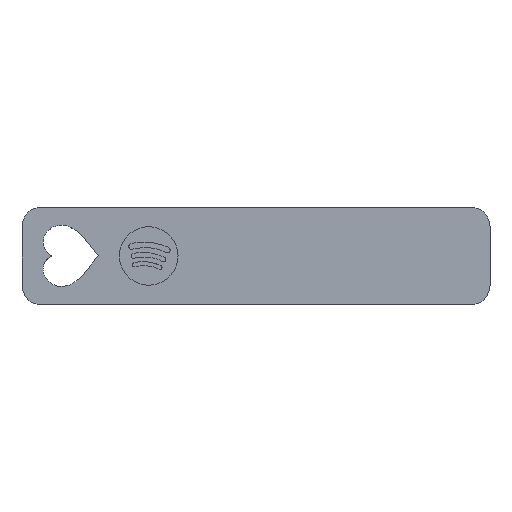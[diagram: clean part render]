
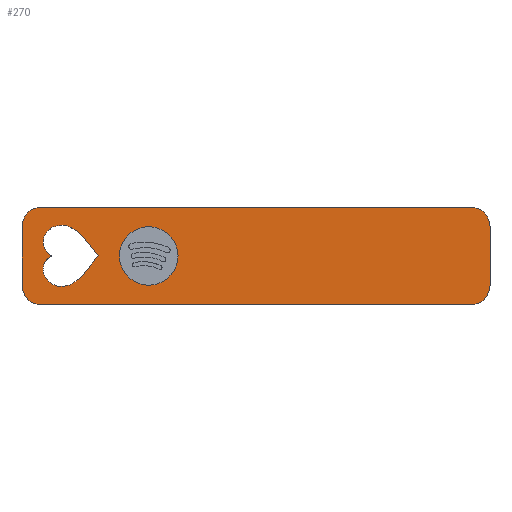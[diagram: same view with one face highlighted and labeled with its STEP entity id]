
A CAD part, top view. The second image highlights one B-rep face of the part: STEP entity #270.
In plain terms, the highlighted planar face has unit normal (0, 0, 1).
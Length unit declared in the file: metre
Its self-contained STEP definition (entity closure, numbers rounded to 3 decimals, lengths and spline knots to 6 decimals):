
#22=B_SPLINE_CURVE_WITH_KNOTS('',3,(#422,#423,#424,#425,#426,#427,#428,
#429,#430,#431,#432,#433,#434,#435,#436,#437,#438,#439,#440,#441,#442,#443,
#444,#445,#446,#447,#448,#449,#450,#451,#452,#453,#454),.UNSPECIFIED.,.T.,
 .F.,(1,3,1,1,1,1,1,1,1,1,1,1,1,1,1,1,1,1,1,1,1,1,1,1,1,1,1,1,1,1,1,3,1),
(-0.013869,0.,0.018023,0.046027,0.074296,
0.099161,0.128049,0.159719,0.191981,
0.227094,0.262916,0.29989,0.333065,
0.378133,0.425235,0.483566,0.497991,
0.510654,0.548811,0.594644,0.642511,
0.687562,0.720252,0.747671,0.782618,
0.815153,0.846484,0.878323,0.915956,
0.953425,0.986131,1.,1.018023),.UNSPECIFIED.);
#30=CIRCLE('',#310,0.003);
#31=CIRCLE('',#311,0.003);
#32=CIRCLE('',#312,0.003);
#33=CIRCLE('',#313,0.003);
#34=CIRCLE('',#314,0.0045);
#40=ORIENTED_EDGE('',*,*,#108,.T.);
#41=ORIENTED_EDGE('',*,*,#109,.T.);
#42=ORIENTED_EDGE('',*,*,#110,.T.);
#43=ORIENTED_EDGE('',*,*,#111,.T.);
#44=ORIENTED_EDGE('',*,*,#112,.T.);
#45=ORIENTED_EDGE('',*,*,#113,.T.);
#46=ORIENTED_EDGE('',*,*,#114,.F.);
#47=ORIENTED_EDGE('',*,*,#115,.T.);
#48=ORIENTED_EDGE('',*,*,#116,.F.);
#49=ORIENTED_EDGE('',*,*,#117,.T.);
#108=EDGE_CURVE('',#142,#143,#168,.T.);
#109=EDGE_CURVE('',#143,#144,#30,.T.);
#110=EDGE_CURVE('',#144,#145,#169,.T.);
#111=EDGE_CURVE('',#145,#146,#31,.T.);
#112=EDGE_CURVE('',#146,#147,#170,.T.);
#113=EDGE_CURVE('',#147,#148,#32,.T.);
#114=EDGE_CURVE('',#149,#148,#171,.T.);
#115=EDGE_CURVE('',#149,#142,#33,.T.);
#116=EDGE_CURVE('',#150,#150,#34,.T.);
#117=EDGE_CURVE('',#151,#151,#22,.T.);
#142=VERTEX_POINT('',#405);
#143=VERTEX_POINT('',#406);
#144=VERTEX_POINT('',#408);
#145=VERTEX_POINT('',#410);
#146=VERTEX_POINT('',#412);
#147=VERTEX_POINT('',#414);
#148=VERTEX_POINT('',#416);
#149=VERTEX_POINT('',#418);
#150=VERTEX_POINT('',#421);
#151=VERTEX_POINT('',#455);
#168=LINE('',#404,#184);
#169=LINE('',#409,#185);
#170=LINE('',#413,#186);
#171=LINE('',#417,#187);
#184=VECTOR('',#338,1.);
#185=VECTOR('',#341,1.);
#186=VECTOR('',#344,1.);
#187=VECTOR('',#347,1.);
#200=EDGE_LOOP('',(#40,#41,#42,#43,#44,#45,#46,#47));
#201=EDGE_LOOP('',(#48));
#202=EDGE_LOOP('',(#49));
#230=FACE_BOUND('',#200,.T.);
#231=FACE_BOUND('',#201,.T.);
#232=FACE_BOUND('',#202,.T.);
#260=PLANE('',#309);
#270=ADVANCED_FACE('',(#230,#231,#232),#260,.T.);
#309=AXIS2_PLACEMENT_3D('',#403,#336,#337);
#310=AXIS2_PLACEMENT_3D('',#407,#339,#340);
#311=AXIS2_PLACEMENT_3D('',#411,#342,#343);
#312=AXIS2_PLACEMENT_3D('',#415,#345,#346);
#313=AXIS2_PLACEMENT_3D('',#419,#348,#349);
#314=AXIS2_PLACEMENT_3D('',#420,#350,#351);
#336=DIRECTION('',(0.,0.,1.));
#337=DIRECTION('',(1.,0.,0.));
#338=DIRECTION('',(0.,-1.,0.));
#339=DIRECTION('',(0.,0.,1.));
#340=DIRECTION('',(1.,0.,0.));
#341=DIRECTION('',(1.,0.,0.));
#342=DIRECTION('',(0.,0.,1.));
#343=DIRECTION('',(1.,0.,0.));
#344=DIRECTION('',(0.,1.,0.));
#345=DIRECTION('',(0.,0.,1.));
#346=DIRECTION('',(1.,0.,0.));
#347=DIRECTION('',(1.,0.,0.));
#348=DIRECTION('',(0.,0.,1.));
#349=DIRECTION('',(1.,0.,0.));
#350=DIRECTION('',(0.,0.,1.));
#351=DIRECTION('',(1.,0.,0.));
#403=CARTESIAN_POINT('',(0.03,0.0075,0.003));
#404=CARTESIAN_POINT('',(-0.012,0.0075,0.003));
#405=CARTESIAN_POINT('',(-0.012,0.012,0.003));
#406=CARTESIAN_POINT('',(-0.012,0.003,0.003));
#407=CARTESIAN_POINT('',(-0.009,0.003,0.003));
#408=CARTESIAN_POINT('',(-0.009,0.,0.003));
#409=CARTESIAN_POINT('',(0.03,0.,0.003));
#410=CARTESIAN_POINT('',(0.057,0.,0.003));
#411=CARTESIAN_POINT('',(0.057,0.003,0.003));
#412=CARTESIAN_POINT('',(0.06,0.003,0.003));
#413=CARTESIAN_POINT('',(0.06,0.0075,0.003));
#414=CARTESIAN_POINT('',(0.06,0.012,0.003));
#415=CARTESIAN_POINT('',(0.057,0.012,0.003));
#416=CARTESIAN_POINT('',(0.057,0.015,0.003));
#417=CARTESIAN_POINT('',(0.03,0.015,0.003));
#418=CARTESIAN_POINT('',(-0.009,0.015,0.003));
#419=CARTESIAN_POINT('',(-0.009,0.012,0.003));
#420=CARTESIAN_POINT('',(0.0075,0.0075,0.003));
#421=CARTESIAN_POINT('',(0.012,0.0075,0.003));
#422=CARTESIAN_POINT('',(-0.007518,0.007508,0.003));
#423=CARTESIAN_POINT('',(-0.007518,0.007544,0.003));
#424=CARTESIAN_POINT('',(-0.007762,0.007693,0.003));
#425=CARTESIAN_POINT('',(-0.008198,0.00807,0.003));
#426=CARTESIAN_POINT('',(-0.008515,0.008622,0.003));
#427=CARTESIAN_POINT('',(-0.008731,0.009069,0.003));
#428=CARTESIAN_POINT('',(-0.008776,0.009748,0.003));
#429=CARTESIAN_POINT('',(-0.008631,0.010536,0.003));
#430=CARTESIAN_POINT('',(-0.00818,0.011238,0.003));
#431=CARTESIAN_POINT('',(-0.007434,0.0119,0.003));
#432=CARTESIAN_POINT('',(-0.006478,0.012243,0.003));
#433=CARTESIAN_POINT('',(-0.00535,0.012233,0.003));
#434=CARTESIAN_POINT('',(-0.004523,0.011987,0.003));
#435=CARTESIAN_POINT('',(-0.003078,0.011016,0.003));
#436=CARTESIAN_POINT('',(-0.002118,0.009905,0.003));
#437=CARTESIAN_POINT('',(-0.000396,0.0077,0.003));
#438=CARTESIAN_POINT('',(-0.000225,0.007526,0.003));
#439=CARTESIAN_POINT('',(-0.000349,0.007382,0.003));
#440=CARTESIAN_POINT('',(-0.001111,0.006432,0.003));
#441=CARTESIAN_POINT('',(-0.002094,0.005239,0.003));
#442=CARTESIAN_POINT('',(-0.003243,0.003875,0.003));
#443=CARTESIAN_POINT('',(-0.004605,0.002982,0.003));
#444=CARTESIAN_POINT('',(-0.005487,0.002833,0.003));
#445=CARTESIAN_POINT('',(-0.006088,0.002781,0.003));
#446=CARTESIAN_POINT('',(-0.007062,0.002978,0.003));
#447=CARTESIAN_POINT('',(-0.007768,0.003412,0.003));
#448=CARTESIAN_POINT('',(-0.00831,0.004002,0.003));
#449=CARTESIAN_POINT('',(-0.008725,0.004704,0.003));
#450=CARTESIAN_POINT('',(-0.008817,0.005871,0.003));
#451=CARTESIAN_POINT('',(-0.00835,0.006849,0.003));
#452=CARTESIAN_POINT('',(-0.007707,0.007428,0.003));
#453=CARTESIAN_POINT('',(-0.007517,0.00748,0.003));
#454=CARTESIAN_POINT('',(-0.007518,0.007508,0.003));
#455=CARTESIAN_POINT('',(-0.007518,0.007508,0.003));
